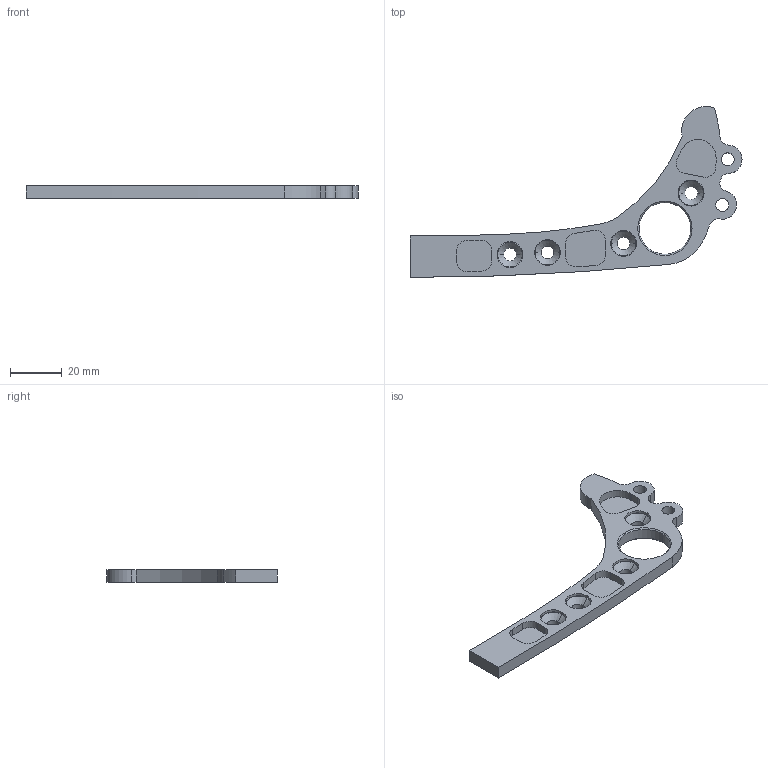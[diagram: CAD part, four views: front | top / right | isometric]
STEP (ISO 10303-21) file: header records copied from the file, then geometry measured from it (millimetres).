
FILE_DESCRIPTION (( 'STEP AP214' ), '1' );
FILE_NAME ('DR1102L_REV2.STEP', '2021-07-26T16:59:01', ( '' ), ( '' ), 'SwSTEP 2.0', 'SolidWorks 2021', '' );
FILE_SCHEMA (( 'AUTOMOTIVE_DESIGN' ));
Length unit declared in the file: millimetre
Products named in the file (1): DR1102L_REV2
Bounding box: 128.3 x 65.99 x 5 mm (x, y, z)
Volume: 10718 mm3; surface area: 8007.9 mm2
Topology: 1 solids, 1 shells, 83 faces, 210 edges, 136 vertices
Faces by surface type: cylinder 56, plane 15, cone 12
Entity records: 2614 total; most frequent: DIRECTION 502, CARTESIAN_POINT 430, ORIENTED_EDGE 420, EDGE_CURVE 210, AXIS2_PLACEMENT_3D 208, VERTEX_POINT 136, CIRCLE 124, EDGE_LOOP 104
